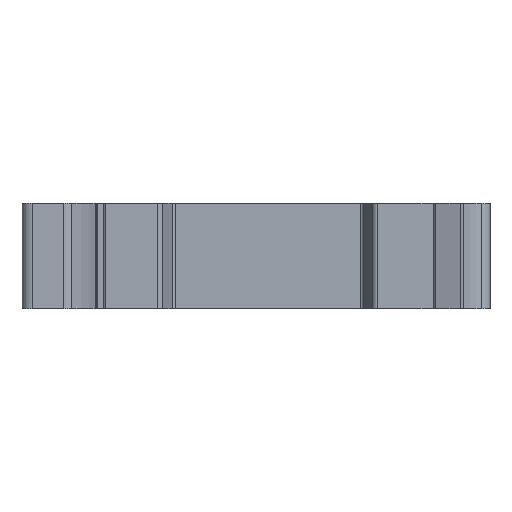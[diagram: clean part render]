
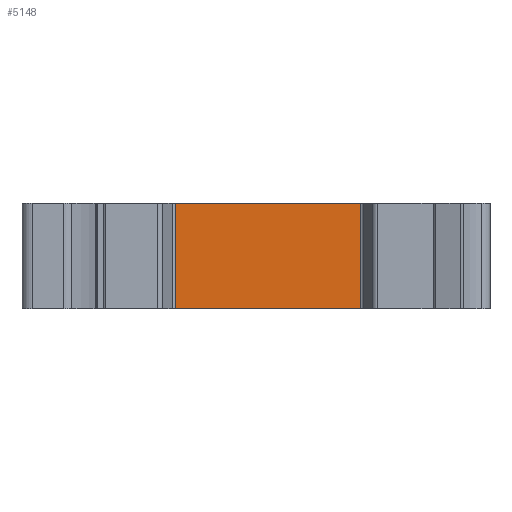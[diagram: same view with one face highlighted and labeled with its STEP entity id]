
A CAD part, front view. The second image highlights one B-rep face of the part: STEP entity #5148.
In plain terms, the highlighted planar face has unit normal (0, -1, 0).
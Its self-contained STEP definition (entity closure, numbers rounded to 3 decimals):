
#134 = DIRECTION ( 'NONE',  ( 0., 1., 0. ) ) ;
#226 = VERTEX_POINT ( 'NONE', #821 ) ;
#418 = EDGE_CURVE ( 'NONE', #226, #1588, #4162, .T. ) ;
#451 = ORIENTED_EDGE ( 'NONE', *, *, #1674, .T. ) ;
#632 = CARTESIAN_POINT ( 'NONE',  ( -8.746, -9.001, 5. ) ) ;
#821 = CARTESIAN_POINT ( 'NONE',  ( -8.746, -9.001, 5. ) ) ;
#958 = VECTOR ( 'NONE', #3410, 1000. ) ;
#1052 = EDGE_LOOP ( 'NONE', ( #451, #3507, #5380, #2718 ) ) ;
#1498 = VECTOR ( 'NONE', #2024, 1000. ) ;
#1588 = VERTEX_POINT ( 'NONE', #2974 ) ;
#1674 = EDGE_CURVE ( 'NONE', #3630, #6021, #2471, .T. ) ;
#1676 = CARTESIAN_POINT ( 'NONE',  ( 8.746, -9.001, 5. ) ) ;
#2024 = DIRECTION ( 'NONE',  ( 1., 0., 0. ) ) ;
#2052 = CARTESIAN_POINT ( 'NONE',  ( -8.746, -9.001, 5. ) ) ;
#2330 = DIRECTION ( 'NONE',  ( 0., 0., -1. ) ) ;
#2471 = LINE ( 'NONE', #6270, #958 ) ;
#2718 = ORIENTED_EDGE ( 'NONE', *, *, #5279, .T. ) ;
#2974 = CARTESIAN_POINT ( 'NONE',  ( 8.746, -9.001, 5. ) ) ;
#3306 = CARTESIAN_POINT ( 'NONE',  ( -8.746, -9.001, -5. ) ) ;
#3369 = VECTOR ( 'NONE', #2330, 1000. ) ;
#3410 = DIRECTION ( 'NONE',  ( 1., 0., 0. ) ) ;
#3427 = CARTESIAN_POINT ( 'NONE',  ( 8.746, -9.001, -5. ) ) ;
#3507 = ORIENTED_EDGE ( 'NONE', *, *, #4301, .F. ) ;
#3545 = AXIS2_PLACEMENT_3D ( 'NONE', #632, #134, #3706 ) ;
#3593 = VECTOR ( 'NONE', #3713, 1000. ) ;
#3630 = VERTEX_POINT ( 'NONE', #3306 ) ;
#3706 = DIRECTION ( 'NONE',  ( -1., 0., 0. ) ) ;
#3713 = DIRECTION ( 'NONE',  ( 0., 0., -1. ) ) ;
#4162 = LINE ( 'NONE', #2052, #1498 ) ;
#4301 = EDGE_CURVE ( 'NONE', #1588, #6021, #6115, .T. ) ;
#4812 = LINE ( 'NONE', #5766, #3369 ) ;
#5148 = ADVANCED_FACE ( 'NONE', ( #5561 ), #5616, .F. ) ;
#5279 = EDGE_CURVE ( 'NONE', #226, #3630, #4812, .T. ) ;
#5380 = ORIENTED_EDGE ( 'NONE', *, *, #418, .F. ) ;
#5561 = FACE_OUTER_BOUND ( 'NONE', #1052, .T. ) ;
#5616 = PLANE ( 'NONE',  #3545 ) ;
#5766 = CARTESIAN_POINT ( 'NONE',  ( -8.746, -9.001, 5. ) ) ;
#6021 = VERTEX_POINT ( 'NONE', #3427 ) ;
#6115 = LINE ( 'NONE', #1676, #3593 ) ;
#6270 = CARTESIAN_POINT ( 'NONE',  ( -8.746, -9.001, -5. ) ) ;
